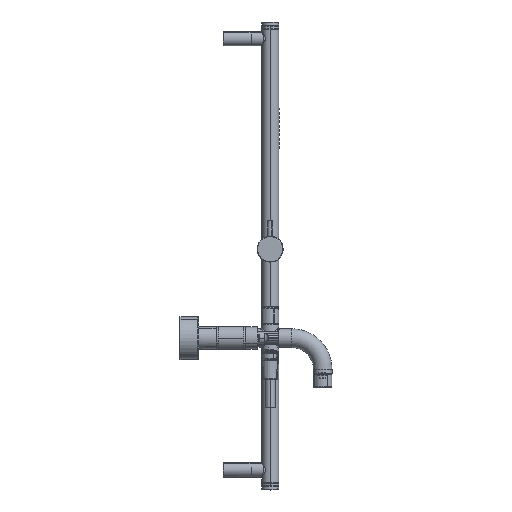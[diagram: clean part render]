
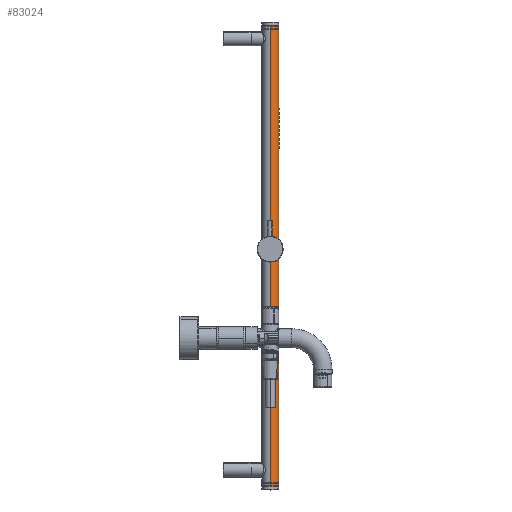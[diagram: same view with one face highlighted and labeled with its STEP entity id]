
A CAD part, front view. The second image highlights one B-rep face of the part: STEP entity #83024.
In plain terms, the highlighted cylindrical face has radius 12 mm (diameter 24 mm), a partial arc.
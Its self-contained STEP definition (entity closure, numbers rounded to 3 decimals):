
#82666=CARTESIAN_POINT('Vertex',(54.25,415.343,435.199)) ;
#82668=CARTESIAN_POINT('Vertex',(54.25,391.343,435.199)) ;
#82671=CARTESIAN_POINT('Axis2P3D Location',(54.25,403.343,435.199)) ;
#82709=CARTESIAN_POINT('Axis2P3D Location',(54.25,403.343,-206.801)) ;
#82713=CARTESIAN_POINT('Vertex',(54.25,391.343,-206.801)) ;
#82715=CARTESIAN_POINT('Vertex',(54.25,415.343,-206.801)) ;
#82983=CARTESIAN_POINT('Axis2P3D Location',(54.25,403.343,274.699)) ;
#82988=CARTESIAN_POINT('Line Origine',(54.25,415.343,274.699)) ;
#82993=CARTESIAN_POINT('Line Origine',(54.25,391.343,274.699)) ;
#82990=VECTOR('Line Direction',#82989,1.) ;
#82995=VECTOR('Line Direction',#82994,1.) ;
#82672=DIRECTION('Axis2P3D Direction',(-0.,0.,1.)) ;
#82710=DIRECTION('Axis2P3D Direction',(-0.,0.,1.)) ;
#82984=DIRECTION('Axis2P3D Direction',(-0.,0.,1.)) ;
#82985=DIRECTION('Axis2P3D XDirection',(0.,-1.,0.)) ;
#82989=DIRECTION('Vector Direction',(0.,0.,1.)) ;
#82994=DIRECTION('Vector Direction',(0.,0.,1.)) ;
#82673=AXIS2_PLACEMENT_3D('Circle Axis2P3D',#82671,#82672,$) ;
#82711=AXIS2_PLACEMENT_3D('Circle Axis2P3D',#82709,#82710,$) ;
#82986=AXIS2_PLACEMENT_3D('Cylinder Axis2P3D',#82983,#82984,#82985) ;
#82991=LINE('Line',#82988,#82990) ;
#82996=LINE('Line',#82993,#82995) ;
#82674=CIRCLE('generated circle',#82673,12.) ;
#82712=CIRCLE('generated circle',#82711,12.) ;
#82987=CYLINDRICAL_SURFACE('generated cylinder',#82986,12.) ;
#82675=EDGE_CURVE('',#82669,#82667,#82674,.T.) ;
#82717=EDGE_CURVE('',#82714,#82716,#82712,.T.) ;
#82992=EDGE_CURVE('',#82667,#82716,#82991,.F.) ;
#82997=EDGE_CURVE('',#82669,#82714,#82996,.F.) ;
#83019=ORIENTED_EDGE('',*,*,#82997,.T.) ;
#83020=ORIENTED_EDGE('',*,*,#82717,.T.) ;
#83021=ORIENTED_EDGE('',*,*,#82992,.F.) ;
#83022=ORIENTED_EDGE('',*,*,#82675,.F.) ;
#83018=EDGE_LOOP('',(#83019,#83020,#83021,#83022)) ;
#82667=VERTEX_POINT('',#82666) ;
#82669=VERTEX_POINT('',#82668) ;
#82714=VERTEX_POINT('',#82713) ;
#82716=VERTEX_POINT('',#82715) ;
#83024=ADVANCED_FACE('Product1_AllCATPart.2\\Product1_AllCATPart.2\\PR.0408.10_AllCATPart.1\\P46108.1\\PartBody',(#83023),#82987,.T.) ;
#83023=FACE_OUTER_BOUND('',#83018,.T.) ;
